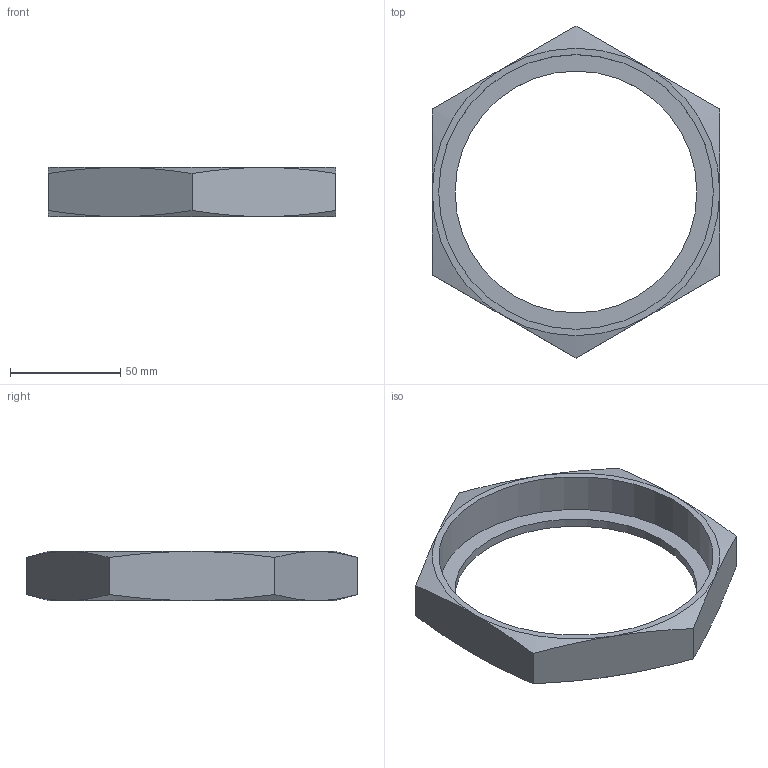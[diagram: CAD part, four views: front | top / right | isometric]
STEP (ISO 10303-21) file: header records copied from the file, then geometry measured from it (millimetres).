
FILE_DESCRIPTION((''),'2;1');
FILE_NAME('16463400X.stp','2010-08-11T08:00:26',('thilbrands'),(''),'Autodesk Inventor 2008','Autodesk Inventor 2008','');
FILE_SCHEMA(('AUTOMOTIVE_DESIGN { 1 0 10303 214 1 1 1 1 }'));
Length unit declared in the file: millimetre
Products named in the file (1): 164631001
Bounding box: 130.2 x 150.34 x 22.2 mm (x, y, z)
Volume: 64814.2 mm3; surface area: 28290.6 mm2
Topology: 1 solids, 1 shells, 23 faces, 48 edges, 28 vertices
Faces by surface type: plane 9, bspline 6, cone 6, cylinder 2
Full cylindrical faces by diameter (mm): 109.5 x1, 124.4 x1
Entity records: 676 total; most frequent: CARTESIAN_POINT 248, ORIENTED_EDGE 92, DIRECTION 74, EDGE_CURVE 46, AXIS2_PLACEMENT_3D 34, VERTEX_POINT 28, EDGE_LOOP 28, FACE_OUTER_BOUND 23
